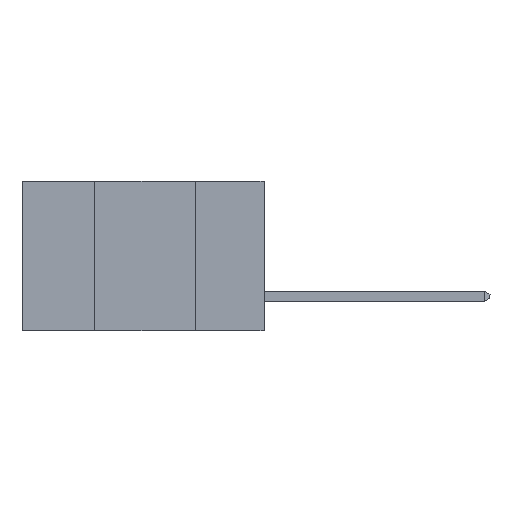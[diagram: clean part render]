
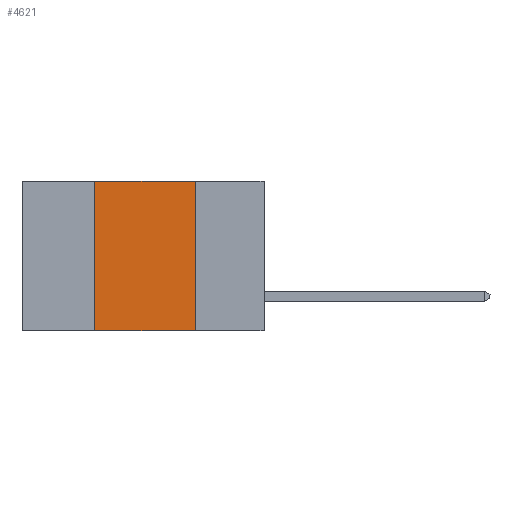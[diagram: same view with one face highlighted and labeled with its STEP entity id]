
A CAD part, left-side view. The second image highlights one B-rep face of the part: STEP entity #4621.
In plain terms, the highlighted planar face has unit normal (-1, 0, 0).
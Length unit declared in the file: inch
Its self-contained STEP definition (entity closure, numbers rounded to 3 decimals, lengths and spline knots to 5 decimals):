
#98 = ORIENTED_EDGE ( 'NONE', *, *, #3945, .F. ) ;
#397 = VECTOR ( 'NONE', #6042, 39.37008 ) ;
#1018 = CARTESIAN_POINT ( 'NONE',  ( 0., 0.17, -0.37 ) ) ;
#1465 = VECTOR ( 'NONE', #1518, 39.37008 ) ;
#1475 = VECTOR ( 'NONE', #3813, 39.37008 ) ;
#1518 = DIRECTION ( 'NONE',  ( 0., -1., 0. ) ) ;
#1728 = VERTEX_POINT ( 'NONE', #1849 ) ;
#1849 = CARTESIAN_POINT ( 'NONE',  ( 0., 0.42, -0.37 ) ) ;
#1991 = EDGE_CURVE ( 'NONE', #1728, #3668, #6413, .T. ) ;
#2136 = EDGE_LOOP ( 'NONE', ( #3096, #98, #8351, #7848 ) ) ;
#2868 = DIRECTION ( 'NONE',  ( 0., 0., 1. ) ) ;
#3096 = ORIENTED_EDGE ( 'NONE', *, *, #8444, .F. ) ;
#3143 = LINE ( 'NONE', #1018, #1475 ) ;
#3392 = CARTESIAN_POINT ( 'NONE',  ( 0., 0.42, 0. ) ) ;
#3589 = LINE ( 'NONE', #4912, #1465 ) ;
#3605 = CARTESIAN_POINT ( 'NONE',  ( 0., 0.6, 0. ) ) ;
#3668 = VERTEX_POINT ( 'NONE', #3392 ) ;
#3813 = DIRECTION ( 'NONE',  ( 0., 0., -1. ) ) ;
#3897 = LINE ( 'NONE', #8806, #397 ) ;
#3945 = EDGE_CURVE ( 'NONE', #3668, #7633, #3897, .T. ) ;
#4202 = FACE_OUTER_BOUND ( 'NONE', #2136, .T. ) ;
#4282 = DIRECTION ( 'NONE',  ( 0., 0., -1. ) ) ;
#4621 = ADVANCED_FACE ( 'NONE', ( #4202 ), #4969, .F. ) ;
#4712 = VECTOR ( 'NONE', #2868, 39.37008 ) ;
#4912 = CARTESIAN_POINT ( 'NONE',  ( 0., 0.6, -0.37 ) ) ;
#4969 = PLANE ( 'NONE',  #5344 ) ;
#5113 = CARTESIAN_POINT ( 'NONE',  ( 0., 0.17, 0. ) ) ;
#5344 = AXIS2_PLACEMENT_3D ( 'NONE', #3605, #7673, #4282 ) ;
#6042 = DIRECTION ( 'NONE',  ( 0., -1., 0. ) ) ;
#6413 = LINE ( 'NONE', #7698, #4712 ) ;
#6888 = VERTEX_POINT ( 'NONE', #7439 ) ;
#7439 = CARTESIAN_POINT ( 'NONE',  ( 0., 0.17, -0.37 ) ) ;
#7633 = VERTEX_POINT ( 'NONE', #5113 ) ;
#7673 = DIRECTION ( 'NONE',  ( 1., 0., 0. ) ) ;
#7698 = CARTESIAN_POINT ( 'NONE',  ( 0., 0.42, -0.37 ) ) ;
#7848 = ORIENTED_EDGE ( 'NONE', *, *, #8321, .T. ) ;
#8321 = EDGE_CURVE ( 'NONE', #1728, #6888, #3589, .T. ) ;
#8351 = ORIENTED_EDGE ( 'NONE', *, *, #1991, .F. ) ;
#8444 = EDGE_CURVE ( 'NONE', #7633, #6888, #3143, .T. ) ;
#8806 = CARTESIAN_POINT ( 'NONE',  ( 0., 0.6, 0. ) ) ;
